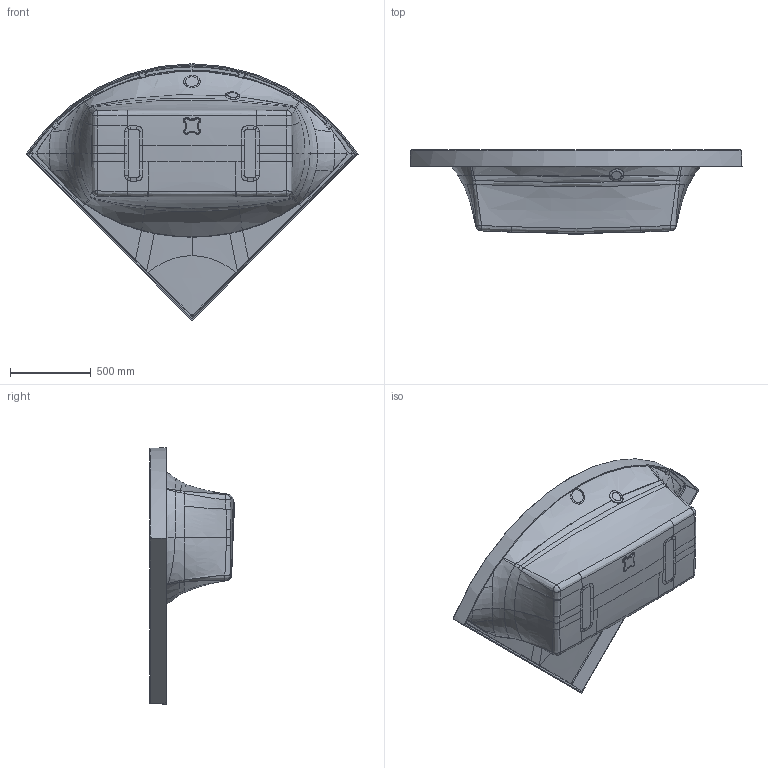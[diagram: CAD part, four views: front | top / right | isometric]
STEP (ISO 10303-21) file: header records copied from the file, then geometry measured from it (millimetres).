
FILE_DESCRIPTION((''),'2;1');
FILE_NAME('UBQ145SQR3_SQUARO','2022-06-29T16:01:01',('hegemanc'),('Villeroy & Boch Wellness bv'),'CREO PARAMETRIC BY PTC INC, 2020454','CREO PARAMETRIC BY PTC INC, 2020454','');
FILE_SCHEMA(('CONFIG_CONTROL_DESIGN'));
Length unit declared in the file: millimetre
Products named in the file (1): UBQ145SQR3_SQUARO
Bounding box: 2049.47 x 520 x 1583.3 mm (x, y, z)
Surface area: 7095779.5 mm2 (no closed solid volume)
Topology: 0 solids, 3 shells, 653 faces, 1530 edges, 865 vertices
Faces by surface type: bspline 452, cylinder 77, plane 41, torus 36, sphere 26, cone 21
Entity records: 78271 total; most frequent: CARTESIAN_POINT 67476, ORIENTED_EDGE 3006, EDGE_CURVE 1514, B_SPLINE_CURVE_WITH_KNOTS 1157, DIRECTION 907, VERTEX_POINT 865, EDGE_LOOP 656, FACE_OUTER_BOUND 653
